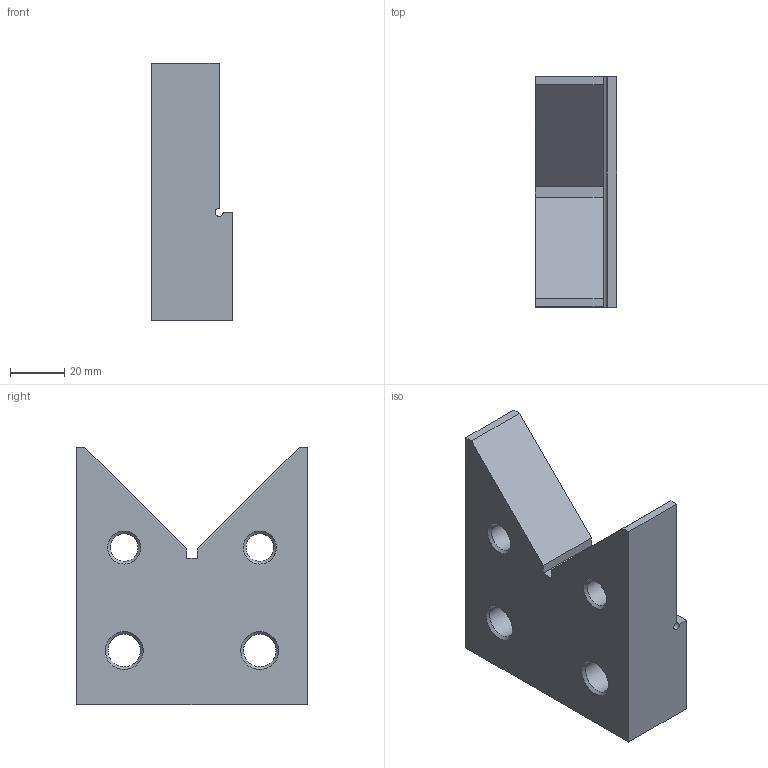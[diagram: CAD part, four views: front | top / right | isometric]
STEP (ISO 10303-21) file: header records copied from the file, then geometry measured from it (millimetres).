
FILE_DESCRIPTION( ( 'Unknown' ), '1' );
FILE_NAME( 'SU17-1215-100.stp', 'Unknown', ( 'Unknown' ), ( 'Unknown' ), 'XStep 1.0', 'Unknown', ' ' );
FILE_SCHEMA( ( 'CONFIG_CONTROL_DESIGN' ) );
Length unit declared in the file: millimetre
Products named in the file (1): 1
Bounding box: 30 x 85 x 95 mm (x, y, z)
Volume: 164906.7 mm3; surface area: 27851 mm2
Topology: 1 solids, 1 shells, 31 faces, 83 edges, 56 vertices
Faces by surface type: plane 16, cone 8, cylinder 7
Full cylindrical faces by diameter (mm): 10.2 x2, 12 x2, 20 x2
Entity records: 875 total; most frequent: DIRECTION 145, CARTESIAN_POINT 137, ORIENTED_EDGE 118, EDGE_CURVE 59, EDGE_LOOP 55, AXIS2_PLACEMENT_3D 54, VERTEX_POINT 46, FACE_OUTER_BOUND 37
